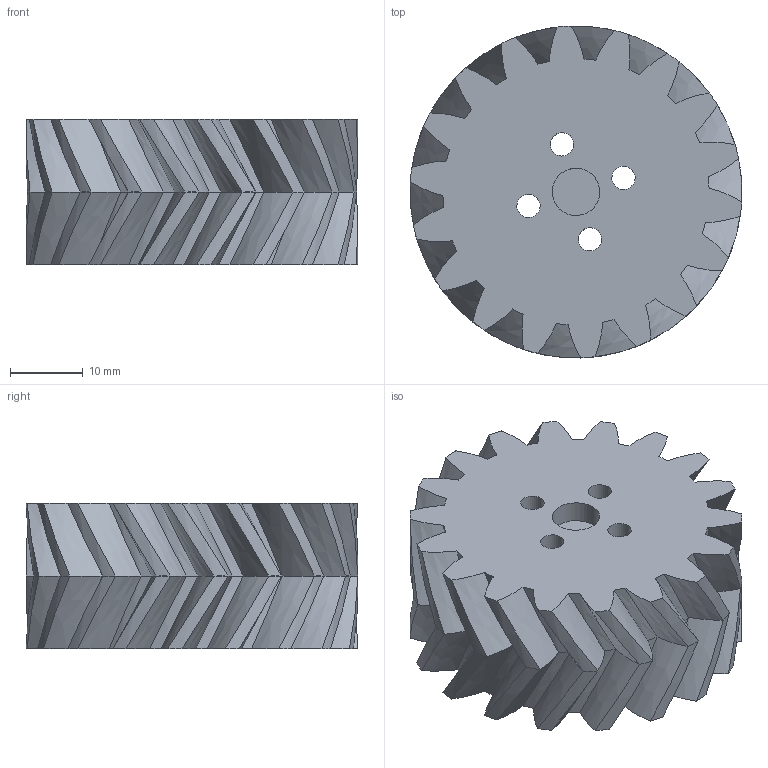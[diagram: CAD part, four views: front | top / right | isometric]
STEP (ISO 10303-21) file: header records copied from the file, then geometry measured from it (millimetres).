
FILE_DESCRIPTION(/* description */ (''),/* implementation_level */ '2;1');
FILE_NAME(/* name */ '',/* time_stamp */ '2025-12-17T20:08:49+03:00',/* author */ ('Phantom'),/* organization */ (''),/* preprocessor_version */ 'ST-DEVELOPER v20.1',/* originating_system */ 'Autodesk Inventor 2026',/* authorisation */ '');
FILE_SCHEMA (('AUTOMOTIVE_DESIGN { 1 0 10303 214 3 1 1 }'));
Length unit declared in the file: millimetre
Products named in the file (1): шестерня на 
стреляло 2
Bounding box: 45.57 x 45.56 x 20 mm (x, y, z)
Volume: 24873.7 mm3; surface area: 11707.3 mm2
Topology: 2 solids, 2 shells, 166 faces, 471 edges, 315 vertices
Faces by surface type: bspline 108, cylinder 49, plane 9
Full cylindrical faces by diameter (mm): 3.2 x4, 6.5 x9
Entity records: 7343 total; most frequent: CARTESIAN_POINT 3725, ORIENTED_EDGE 942, EDGE_CURVE 471, B_SPLINE_CURVE_WITH_KNOTS 360, DIRECTION 327, VERTEX_POINT 314, EDGE_LOOP 187, FACE_OUTER_BOUND 166
